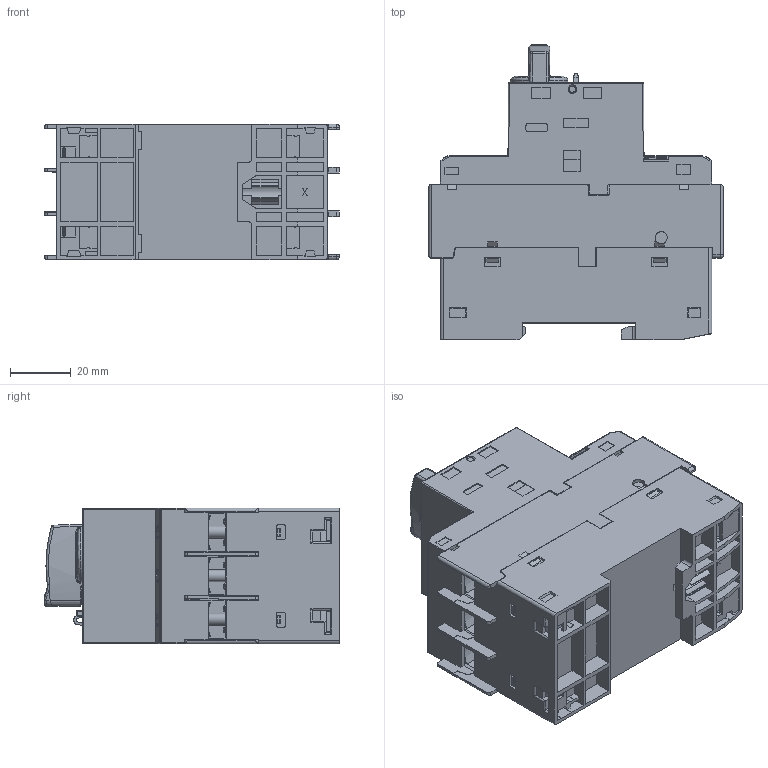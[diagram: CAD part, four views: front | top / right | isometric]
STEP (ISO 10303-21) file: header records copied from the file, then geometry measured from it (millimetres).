
FILE_DESCRIPTION (( 'STEP AP203' ), '1' );
FILE_NAME ('MPW40-3-U040.step', '2023-01-18T18:28:47', ( '' ), ( '' ), 'SwSTEP 2.0', 'SolidWorks 2021', '' );
FILE_SCHEMA (( 'CONFIG_CONTROL_DESIGN' ));
Products named in the file (1): MPW40-3-U040
Bounding box: 97.2 x 97.48 x 44.8 mm (x, y, z)
Volume: 263604 mm3; surface area: 58494.9 mm2
Topology: 24 solids, 24 shells, 2323 faces, 6387 edges, 4155 vertices
Faces by surface type: plane 1534, cylinder 345, bspline 310, cone 90, sphere 44
Entity records: 86205 total; most frequent: CARTESIAN_POINT 30449, ORIENTED_EDGE 12634, DIRECTION 9955, EDGE_CURVE 6317, VECTOR 4313, LINE 4313, VERTEX_POINT 4131, AXIS2_PLACEMENT_3D 2821
